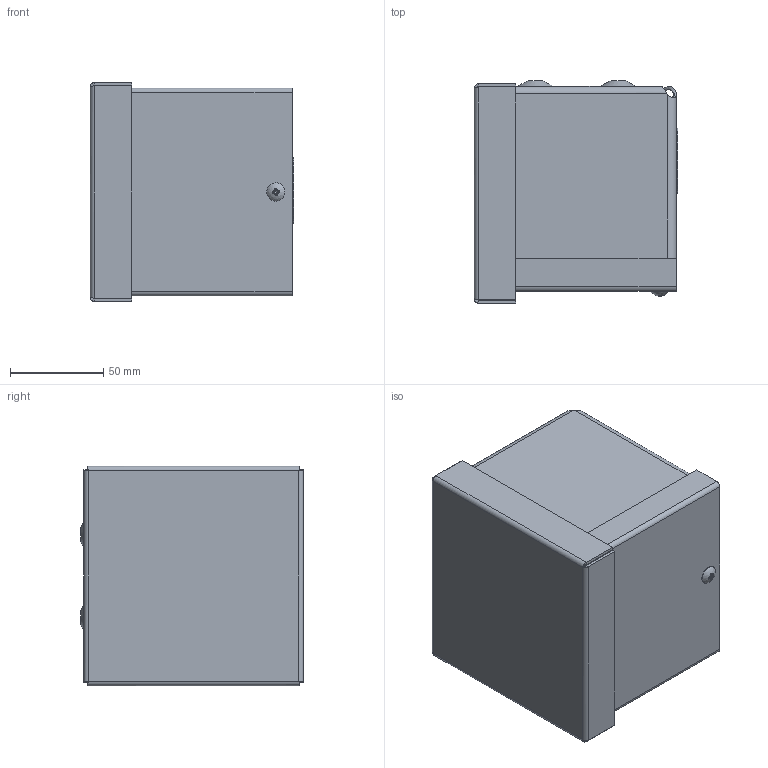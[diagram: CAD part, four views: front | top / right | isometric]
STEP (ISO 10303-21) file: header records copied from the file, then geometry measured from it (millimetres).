
FILE_DESCRIPTION((''),'2;1');
FILE_NAME('RSC040404.stp','2013-06-27T08:03:51',('samuelbadillo'),(''),'Autodesk Inventor 2012','Autodesk Inventor 2012','');
FILE_SCHEMA(('AUTOMOTIVE_DESIGN { 1 0 10303 214 1 1 1 1 }'));
Length unit declared in the file: inch
Products named in the file (7): RSC040404; RSC040404_WRAP; RSC0404_LID; RSC0404_CAP; RSC0404_BKP; Cross Recessed Truss Head Tapping Screw - Type F - Type IA No. 8 - 32 - 3/8; o
Assembly tree (6 placements, depth 2):
  RSC040404
    RSC040404_WRAP
    RSC0404_LID
    RSC0404_CAP
    RSC0404_BKP
    Cross Recessed Truss Head Tapping Screw - Type F - Type IA No. 8 - 32 - 3/8
    o
Bounding box: 108.72 x 119.09 x 117.47 mm (x, y, z)
Volume: 161201.5 mm3; surface area: 209868 mm2
Topology: 5 solids, 5 shells, 358 faces, 829 edges, 503 vertices
Faces by surface type: plane 155, cylinder 78, bspline 54, torus 32, cone 22, sphere 17
Full cylindrical faces by diameter (mm): 3.759 x1, 4.166 x1, 4.191 x1, 5.803 x1, 7.62 x4, 7.95 x2, 9.754 x1
Entity records: 11807 total; most frequent: CARTESIAN_POINT 3729, ORIENTED_EDGE 1554, DIRECTION 1424, EDGE_CURVE 777, VERTEX_POINT 502, AXIS2_PLACEMENT_3D 485, VECTOR 454, LINE 454
